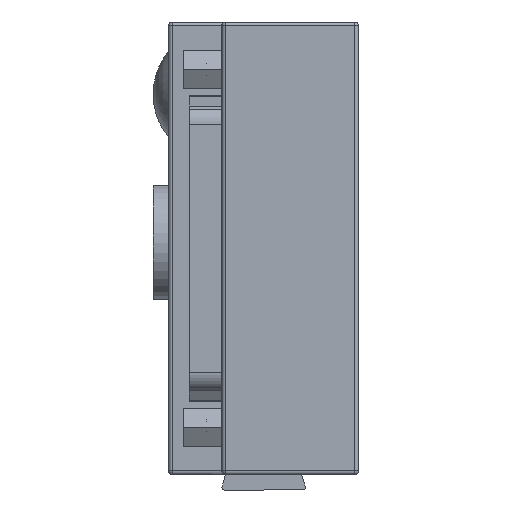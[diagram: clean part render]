
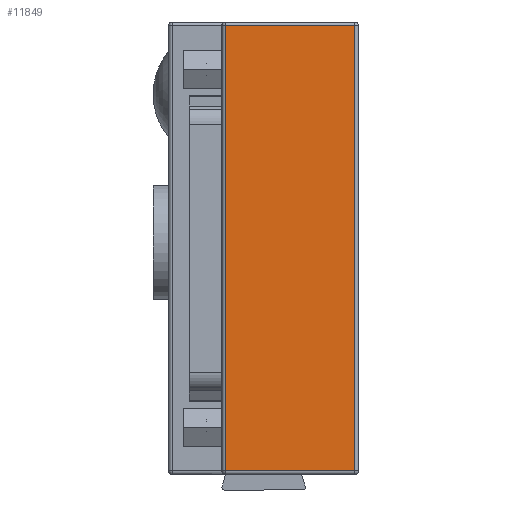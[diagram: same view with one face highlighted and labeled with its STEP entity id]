
A CAD part, left-side view. The second image highlights one B-rep face of the part: STEP entity #11849.
In plain terms, the highlighted planar face has unit normal (-1, 0, 0).
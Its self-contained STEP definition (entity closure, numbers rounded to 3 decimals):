
#1511 = EDGE_CURVE ( 'NONE', #12400, #12401, #5908, .T. ) ;
#1512 = EDGE_CURVE ( 'NONE', #12401, #12402, #5910, .T. ) ;
#1513 = EDGE_CURVE ( 'NONE', #12402, #12403, #5912, .T. ) ;
#1514 = EDGE_CURVE ( 'NONE', #12403, #12400, #5914, .T. ) ;
#2648 = EDGE_LOOP ( 'NONE', ( #11375, #11376, #11377, #6402 ) ) ;
#5182 = AXIS2_PLACEMENT_3D ( 'NONE', #9659, #9660, #9661 ) ;
#5458 = CARTESIAN_POINT ( 'NONE',  ( 0., 5.5, 29.25 ) ) ;
#5459 = DIRECTION ( 'NONE',  ( 0., 1., 0. ) ) ;
#5460 = CARTESIAN_POINT ( 'NONE',  ( 0., 5., -29.75 ) ) ;
#5461 = DIRECTION ( 'NONE',  ( 0., 0., -1. ) ) ;
#5462 = CARTESIAN_POINT ( 'NONE',  ( 0., -12.5, -29.25 ) ) ;
#5463 = DIRECTION ( 'NONE',  ( 0., -1., 0. ) ) ;
#5464 = CARTESIAN_POINT ( 'NONE',  ( 0., -12., 29.75 ) ) ;
#5465 = DIRECTION ( 'NONE',  ( 0., 0., 1. ) ) ;
#5908 = LINE ( 'NONE', #5458, #5909 ) ;
#5909 = VECTOR ( 'NONE', #5459, 1000. ) ;
#5910 = LINE ( 'NONE', #5460, #5911 ) ;
#5911 = VECTOR ( 'NONE', #5461, 1000. ) ;
#5912 = LINE ( 'NONE', #5462, #5913 ) ;
#5913 = VECTOR ( 'NONE', #5463, 1000. ) ;
#5914 = LINE ( 'NONE', #5464, #5915 ) ;
#5915 = VECTOR ( 'NONE', #5465, 1000. ) ;
#6402 = ORIENTED_EDGE ( 'NONE', *, *, #1514, .T. ) ;
#9658 = PLANE ( 'NONE',  #5182 ) ;
#9659 = CARTESIAN_POINT ( 'NONE',  ( 0., -12.5, -29.75 ) ) ;
#9660 = DIRECTION ( 'NONE',  ( -1., 0., 0. ) ) ;
#9661 = DIRECTION ( 'NONE',  ( 0., 0., 1. ) ) ;
#9922 = FACE_OUTER_BOUND ( 'NONE', #2648, .T. ) ;
#11194 = CARTESIAN_POINT ( 'NONE',  ( 0., -12., 29.25 ) ) ;
#11195 = CARTESIAN_POINT ( 'NONE',  ( 0., 5., 29.25 ) ) ;
#11196 = CARTESIAN_POINT ( 'NONE',  ( 0., 5., -29.25 ) ) ;
#11197 = CARTESIAN_POINT ( 'NONE',  ( 0., -12., -29.25 ) ) ;
#11375 = ORIENTED_EDGE ( 'NONE', *, *, #1511, .T. ) ;
#11376 = ORIENTED_EDGE ( 'NONE', *, *, #1512, .T. ) ;
#11377 = ORIENTED_EDGE ( 'NONE', *, *, #1513, .T. ) ;
#11849 = ADVANCED_FACE ( 'NONE', ( #9922 ), #9658, .T. ) ;
#12400 = VERTEX_POINT ( 'NONE', #11194 ) ;
#12401 = VERTEX_POINT ( 'NONE', #11195 ) ;
#12402 = VERTEX_POINT ( 'NONE', #11196 ) ;
#12403 = VERTEX_POINT ( 'NONE', #11197 ) ;
